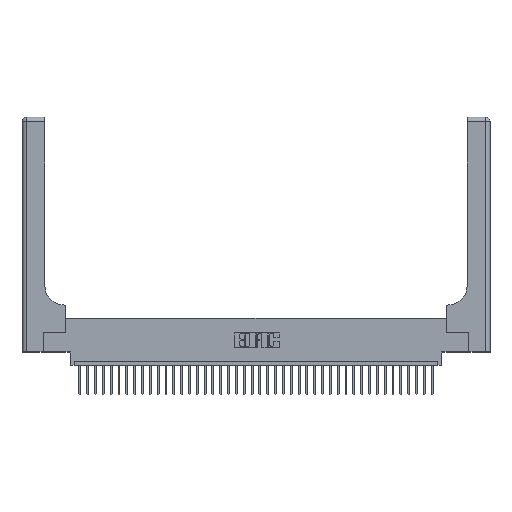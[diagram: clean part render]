
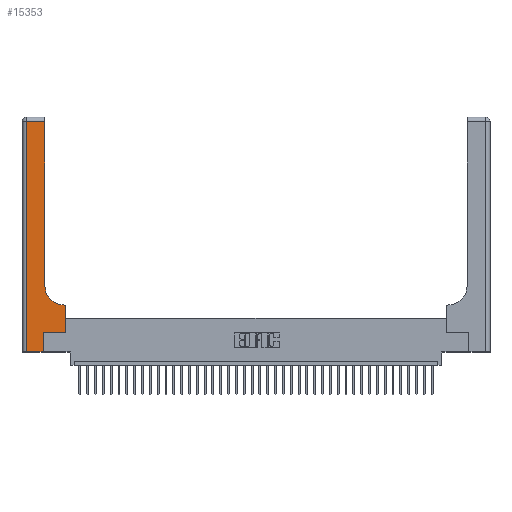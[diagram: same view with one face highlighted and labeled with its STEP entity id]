
A CAD part, top view. The second image highlights one B-rep face of the part: STEP entity #15353.
In plain terms, the highlighted planar face has unit normal (0, 0, 1).
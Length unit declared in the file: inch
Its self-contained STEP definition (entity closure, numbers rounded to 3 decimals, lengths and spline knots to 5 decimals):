
#507 = VECTOR ( 'NONE', #17466, 39.37008 ) ;
#1897 = VECTOR ( 'NONE', #13402, 39.37008 ) ;
#3019 = CARTESIAN_POINT ( 'NONE',  ( 0., 3., 0.37 ) ) ;
#3393 = EDGE_CURVE ( 'NONE', #19736, #16936, #4546, .T. ) ;
#3958 = LINE ( 'NONE', #6595, #22513 ) ;
#4546 = LINE ( 'NONE', #35470, #26891 ) ;
#4812 = CIRCLE ( 'NONE', #19019, 0.25 ) ;
#5704 = ORIENTED_EDGE ( 'NONE', *, *, #7899, .T. ) ;
#6385 = VERTEX_POINT ( 'NONE', #23064 ) ;
#6420 = DIRECTION ( 'NONE',  ( -1., 0., 0. ) ) ;
#6486 = VECTOR ( 'NONE', #6420, 39.37008 ) ;
#6595 = CARTESIAN_POINT ( 'NONE',  ( 0., 0., 0.37 ) ) ;
#7673 = ORIENTED_EDGE ( 'NONE', *, *, #35916, .T. ) ;
#7899 = EDGE_CURVE ( 'NONE', #16599, #16783, #4812, .T. ) ;
#8046 = DIRECTION ( 'NONE',  ( 1., 0., 0. ) ) ;
#9118 = DIRECTION ( 'NONE',  ( -1., 0., 0. ) ) ;
#9168 = ORIENTED_EDGE ( 'NONE', *, *, #14372, .T. ) ;
#10018 = CARTESIAN_POINT ( 'NONE',  ( 0.06, 0., 0.37 ) ) ;
#12407 = CARTESIAN_POINT ( 'NONE',  ( 0., 2.94, 0.37 ) ) ;
#13061 = CARTESIAN_POINT ( 'NONE',  ( 0.2915, 0.85, 0.37 ) ) ;
#13402 = DIRECTION ( 'NONE',  ( 0., 1., 0. ) ) ;
#14044 = CARTESIAN_POINT ( 'NONE',  ( 0.269, 0.25, 0.37 ) ) ;
#14071 = AXIS2_PLACEMENT_3D ( 'NONE', #3019, #36638, #9118 ) ;
#14372 = EDGE_CURVE ( 'NONE', #28769, #27818, #3958, .T. ) ;
#14598 = EDGE_CURVE ( 'NONE', #16783, #32927, #20151, .T. ) ;
#14705 = DIRECTION ( 'NONE',  ( 0., 1., 0. ) ) ;
#15353 = ADVANCED_FACE ( 'NONE', ( #22436 ), #33348, .F. ) ;
#15629 = DIRECTION ( 'NONE',  ( 0., 0., -1. ) ) ;
#16599 = VERTEX_POINT ( 'NONE', #28891 ) ;
#16783 = VERTEX_POINT ( 'NONE', #13061 ) ;
#16936 = VERTEX_POINT ( 'NONE', #37221 ) ;
#17466 = DIRECTION ( 'NONE',  ( 0., -1., 0. ) ) ;
#18998 = LINE ( 'NONE', #31685, #1897 ) ;
#19019 = AXIS2_PLACEMENT_3D ( 'NONE', #24670, #15629, #37188 ) ;
#19736 = VERTEX_POINT ( 'NONE', #14044 ) ;
#20008 = CARTESIAN_POINT ( 'NONE',  ( 0.2915, 3., 0.37 ) ) ;
#20151 = LINE ( 'NONE', #20008, #33011 ) ;
#20279 = DIRECTION ( 'NONE',  ( 0., 1., 0. ) ) ;
#21195 = CARTESIAN_POINT ( 'NONE',  ( 0.2915, 0.6, 0.37 ) ) ;
#21679 = EDGE_CURVE ( 'NONE', #6385, #28769, #25236, .T. ) ;
#21872 = ORIENTED_EDGE ( 'NONE', *, *, #22753, .T. ) ;
#22436 = FACE_OUTER_BOUND ( 'NONE', #28500, .T. ) ;
#22513 = VECTOR ( 'NONE', #27899, 39.37008 ) ;
#22753 = EDGE_CURVE ( 'NONE', #16936, #38812, #18998, .T. ) ;
#23064 = CARTESIAN_POINT ( 'NONE',  ( 0.06, 2.94, 0.37 ) ) ;
#23159 = CARTESIAN_POINT ( 'NONE',  ( 0.5585, 0.6, 0.37 ) ) ;
#23479 = ORIENTED_EDGE ( 'NONE', *, *, #35047, .T. ) ;
#24670 = CARTESIAN_POINT ( 'NONE',  ( 0.5415, 0.85, 0.37 ) ) ;
#25236 = LINE ( 'NONE', #26068, #507 ) ;
#26068 = CARTESIAN_POINT ( 'NONE',  ( 0.06, 3., 0.37 ) ) ;
#26891 = VECTOR ( 'NONE', #8046, 39.37008 ) ;
#27419 = DIRECTION ( 'NONE',  ( -1., 0., 0. ) ) ;
#27818 = VERTEX_POINT ( 'NONE', #33039 ) ;
#27899 = DIRECTION ( 'NONE',  ( 1., 0., 0. ) ) ;
#28287 = VECTOR ( 'NONE', #27419, 39.37008 ) ;
#28500 = EDGE_LOOP ( 'NONE', ( #30117, #7673, #32763, #9168, #23479, #29944, #21872, #31865, #5704 ) ) ;
#28506 = VECTOR ( 'NONE', #14705, 39.37008 ) ;
#28769 = VERTEX_POINT ( 'NONE', #10018 ) ;
#28891 = CARTESIAN_POINT ( 'NONE',  ( 0.5415, 0.6, 0.37 ) ) ;
#29944 = ORIENTED_EDGE ( 'NONE', *, *, #3393, .T. ) ;
#30117 = ORIENTED_EDGE ( 'NONE', *, *, #14598, .T. ) ;
#30809 = CARTESIAN_POINT ( 'NONE',  ( 0.2915, 2.94, 0.37 ) ) ;
#31292 = LINE ( 'NONE', #12407, #6486 ) ;
#31685 = CARTESIAN_POINT ( 'NONE',  ( 0.5585, 0.25, 0.37 ) ) ;
#31865 = ORIENTED_EDGE ( 'NONE', *, *, #38387, .T. ) ;
#32763 = ORIENTED_EDGE ( 'NONE', *, *, #21679, .T. ) ;
#32927 = VERTEX_POINT ( 'NONE', #30809 ) ;
#33011 = VECTOR ( 'NONE', #20279, 39.37008 ) ;
#33039 = CARTESIAN_POINT ( 'NONE',  ( 0.269, 0., 0.37 ) ) ;
#33348 = PLANE ( 'NONE',  #14071 ) ;
#35047 = EDGE_CURVE ( 'NONE', #27818, #19736, #38533, .T. ) ;
#35470 = CARTESIAN_POINT ( 'NONE',  ( 0.269, 0.25, 0.37 ) ) ;
#35916 = EDGE_CURVE ( 'NONE', #32927, #6385, #31292, .T. ) ;
#36399 = LINE ( 'NONE', #21195, #28287 ) ;
#36638 = DIRECTION ( 'NONE',  ( 0., 0., -1. ) ) ;
#37188 = DIRECTION ( 'NONE',  ( 1., 0., 0. ) ) ;
#37221 = CARTESIAN_POINT ( 'NONE',  ( 0.5585, 0.25, 0.37 ) ) ;
#38387 = EDGE_CURVE ( 'NONE', #38812, #16599, #36399, .T. ) ;
#38533 = LINE ( 'NONE', #39074, #28506 ) ;
#38812 = VERTEX_POINT ( 'NONE', #23159 ) ;
#39074 = CARTESIAN_POINT ( 'NONE',  ( 0.269, 0., 0.37 ) ) ;
